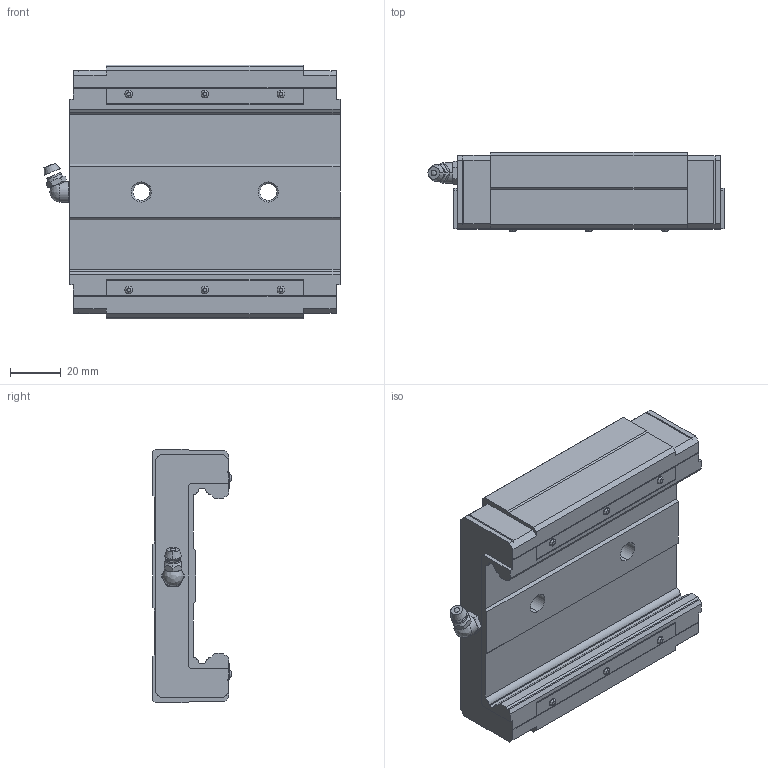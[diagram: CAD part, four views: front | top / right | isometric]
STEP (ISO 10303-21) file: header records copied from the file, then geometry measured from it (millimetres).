
FILE_DESCRIPTION (( 'STEP AP214' ), '1' );
FILE_NAME ('HRW35CRSS, Føringsvogn, Bondy.STEP', '2020-06-15T07:50:51', ( '' ), ( '' ), 'SwSTEP 2.0', 'SolidWorks 2020', '' );
FILE_SCHEMA (( 'AUTOMOTIVE_DESIGN' ));
Length unit declared in the file: millimetre
Products named in the file (3): HRW35CRSS, Føringsvogn, Bondy; _HRW-B-M6F_grease_nipple_joint; _HRW35CRSSB-M6F1 Slide17-60
Assembly tree (2 placements, depth 2):
  HRW35CRSS, Føringsvogn, Bondy
    _HRW35CRSSB-M6F1 Slide17-60
    _HRW-B-M6F_grease_nipple_joint
Bounding box: 116.7 x 31 x 100 mm (x, y, z)
Volume: 208119.3 mm3; surface area: 37484.5 mm2
Topology: 1 solids, 3 shells, 236 faces, 615 edges, 384 vertices
Faces by surface type: plane 132, cone 44, cylinder 42, bspline 18
Entity records: 7548 total; most frequent: CARTESIAN_POINT 1786, ORIENTED_EDGE 1198, DIRECTION 1152, EDGE_CURVE 601, LINE 416, VECTOR 416, VERTEX_POINT 384, AXIS2_PLACEMENT_3D 368
